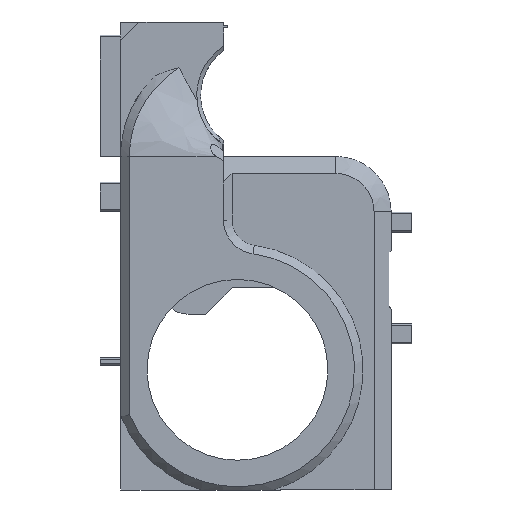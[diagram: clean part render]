
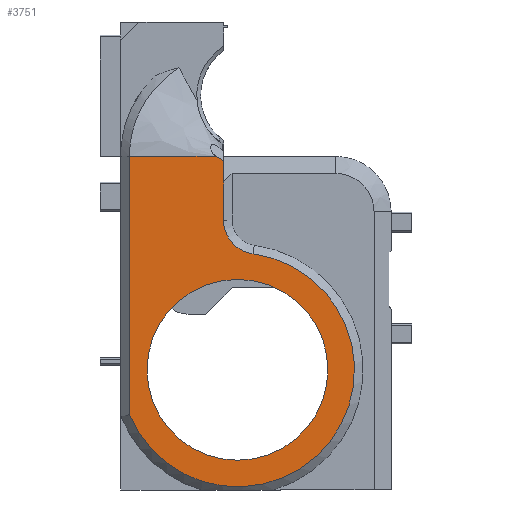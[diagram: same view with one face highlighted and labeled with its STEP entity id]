
A CAD part, front view. The second image highlights one B-rep face of the part: STEP entity #3751.
In plain terms, the highlighted planar face has unit normal (0, -1, 0).
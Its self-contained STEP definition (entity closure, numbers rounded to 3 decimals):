
#62=B_SPLINE_CURVE_WITH_KNOTS('',3,(#6339,#6340,#6341,#6342),
 .UNSPECIFIED.,.F.,.F.,(4,4),(1.869,2.068),
 .UNSPECIFIED.);
#116=FACE_BOUND('',#541,.T.);
#182=CIRCLE('',#4020,27.5);
#183=CIRCLE('',#4021,8.);
#184=CIRCLE('',#4022,21.25);
#346=FACE_OUTER_BOUND('',#540,.T.);
#540=EDGE_LOOP('',(#3191,#3192,#3193,#3194,#3195,#3196,#3197));
#541=EDGE_LOOP('',(#3198));
#929=LINE('',#5910,#1351);
#963=LINE('',#6356,#1385);
#967=LINE('',#6364,#1389);
#968=LINE('',#6369,#1390);
#1351=VECTOR('',#4744,10.);
#1385=VECTOR('',#4854,10.);
#1389=VECTOR('',#4860,10.);
#1390=VECTOR('',#4865,10.);
#1729=VERTEX_POINT('',#5902);
#1730=VERTEX_POINT('',#5909);
#1751=VERTEX_POINT('',#6338);
#1753=VERTEX_POINT('',#6355);
#1756=VERTEX_POINT('',#6363);
#1757=VERTEX_POINT('',#6365);
#1758=VERTEX_POINT('',#6367);
#1759=VERTEX_POINT('',#6370);
#2204=EDGE_CURVE('',#1729,#1730,#929,.T.);
#2254=EDGE_CURVE('',#1751,#1730,#62,.T.);
#2257=EDGE_CURVE('',#1753,#1751,#963,.F.);
#2261=EDGE_CURVE('',#1756,#1729,#967,.T.);
#2262=EDGE_CURVE('',#1756,#1757,#182,.T.);
#2263=EDGE_CURVE('',#1758,#1757,#183,.T.);
#2264=EDGE_CURVE('',#1758,#1753,#968,.F.);
#2265=EDGE_CURVE('',#1759,#1759,#184,.T.);
#3191=ORIENTED_EDGE('',*,*,#2254,.T.);
#3192=ORIENTED_EDGE('',*,*,#2204,.F.);
#3193=ORIENTED_EDGE('',*,*,#2261,.F.);
#3194=ORIENTED_EDGE('',*,*,#2262,.T.);
#3195=ORIENTED_EDGE('',*,*,#2263,.F.);
#3196=ORIENTED_EDGE('',*,*,#2264,.T.);
#3197=ORIENTED_EDGE('',*,*,#2257,.T.);
#3198=ORIENTED_EDGE('',*,*,#2265,.T.);
#3584=PLANE('',#4019);
#3751=ADVANCED_FACE('',(#346,#116),#3584,.T.);
#4019=AXIS2_PLACEMENT_3D('',#6362,#4858,#4859);
#4020=AXIS2_PLACEMENT_3D('',#6366,#4861,#4862);
#4021=AXIS2_PLACEMENT_3D('',#6368,#4863,#4864);
#4022=AXIS2_PLACEMENT_3D('',#6371,#4866,#4867);
#4744=DIRECTION('',(1.,0.,0.));
#4854=DIRECTION('',(0.,0.,-1.));
#4858=DIRECTION('center_axis',(0.,-1.,0.));
#4859=DIRECTION('ref_axis',(-1.,0.,0.));
#4860=DIRECTION('',(0.,0.,1.));
#4861=DIRECTION('center_axis',(0.,-1.,0.));
#4862=DIRECTION('ref_axis',(-1.,0.,0.));
#4863=DIRECTION('center_axis',(0.,-1.,0.));
#4864=DIRECTION('ref_axis',(-0.753,0.,-0.658));
#4865=DIRECTION('',(0.,0.,-1.));
#4866=DIRECTION('center_axis',(0.,1.,0.));
#4867=DIRECTION('ref_axis',(-1.,0.,0.));
#5902=CARTESIAN_POINT('',(-25.4,0.,50.133));
#5909=CARTESIAN_POINT('',(-5.01,0.,50.133));
#5910=CARTESIAN_POINT('',(-27.4,0.,50.133));
#6338=CARTESIAN_POINT('',(-3.286,0.,49.146));
#6339=CARTESIAN_POINT('Ctrl Pts',(-3.286,0.,
49.146));
#6340=CARTESIAN_POINT('Ctrl Pts',(-3.879,0.,
49.441));
#6341=CARTESIAN_POINT('Ctrl Pts',(-4.455,0.,
49.771));
#6342=CARTESIAN_POINT('Ctrl Pts',(-5.01,0.,
50.133));
#6355=CARTESIAN_POINT('',(-3.286,0.,44.133));
#6356=CARTESIAN_POINT('',(-3.286,0.,19.379));
#6362=CARTESIAN_POINT('Origin',(0.05,0.,11.316));
#6363=CARTESIAN_POINT('',(-25.4,0.,-10.54));
#6364=CARTESIAN_POINT('',(-25.4,0.,30.724));
#6365=CARTESIAN_POINT('',(3.652,0.,27.256));
#6366=CARTESIAN_POINT('Origin',(0.,0.,0.));
#6367=CARTESIAN_POINT('',(-3.286,0.,35.186));
#6368=CARTESIAN_POINT('Origin',(4.714,0.,
35.186));
#6369=CARTESIAN_POINT('',(-3.286,0.,19.379));
#6370=CARTESIAN_POINT('',(21.25,0.,0.));
#6371=CARTESIAN_POINT('Origin',(0.,0.,0.));
